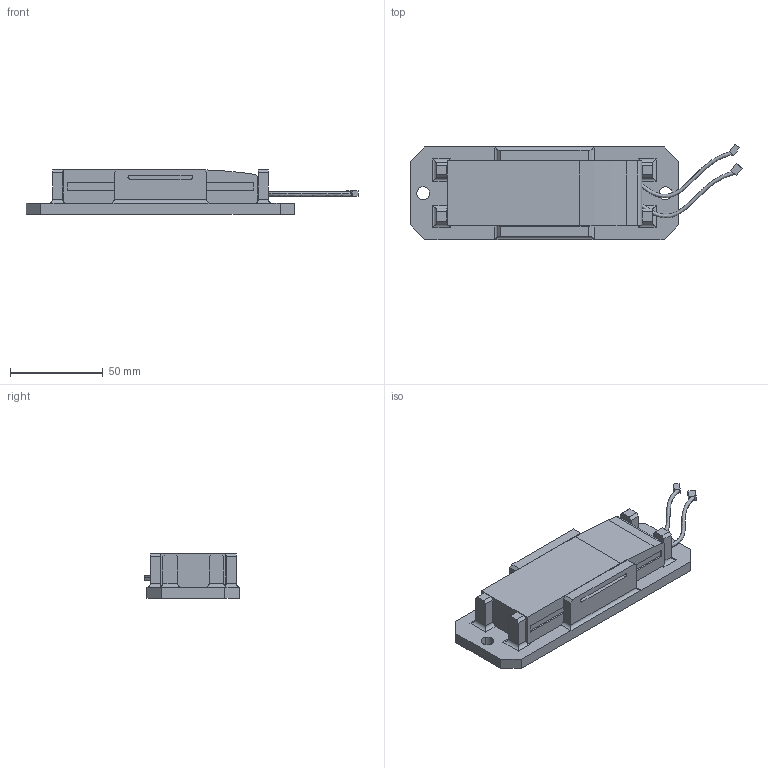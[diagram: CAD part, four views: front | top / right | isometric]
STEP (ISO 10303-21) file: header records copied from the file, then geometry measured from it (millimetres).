
FILE_DESCRIPTION(('CATIA V5 STEP Exchange'),'2;1');
FILE_NAME('ROSIE-001-06-00.stp','2024-03-08T15:35:28+00:00',('none'),('none'),'CATIA Version 5 Release 21 GA (IN-10)','CATIA V5 STEP AP214','none');
FILE_SCHEMA(('AUTOMOTIVE_DESIGN { 1 0 10303 214 1 1 1 1 }'));
Length unit declared in the file: millimetre
Products named in the file (3): ROSIE-001-06-00; ROSIE-001-06-01; Bettery Lipo 7.4V 3000mAh
Assembly tree (2 placements, depth 2):
  ROSIE-001-06-00
    ROSIE-001-06-01
    Bettery Lipo 7.4V 3000mAh
Bounding box: 179.04 x 51.41 x 24 mm (x, y, z)
Volume: 119486.4 mm3; surface area: 36369 mm2
Topology: 4 solids, 4 shells, 133 faces, 326 edges, 209 vertices
Faces by surface type: plane 87, cylinder 42, bspline 4
Entity records: 4843 total; most frequent: CARTESIAN_POINT 1464, ORIENTED_EDGE 652, DIRECTION 509, EDGE_CURVE 326, VECTOR 254, LINE 254, VERTEX_POINT 209, EDGE_LOOP 153
